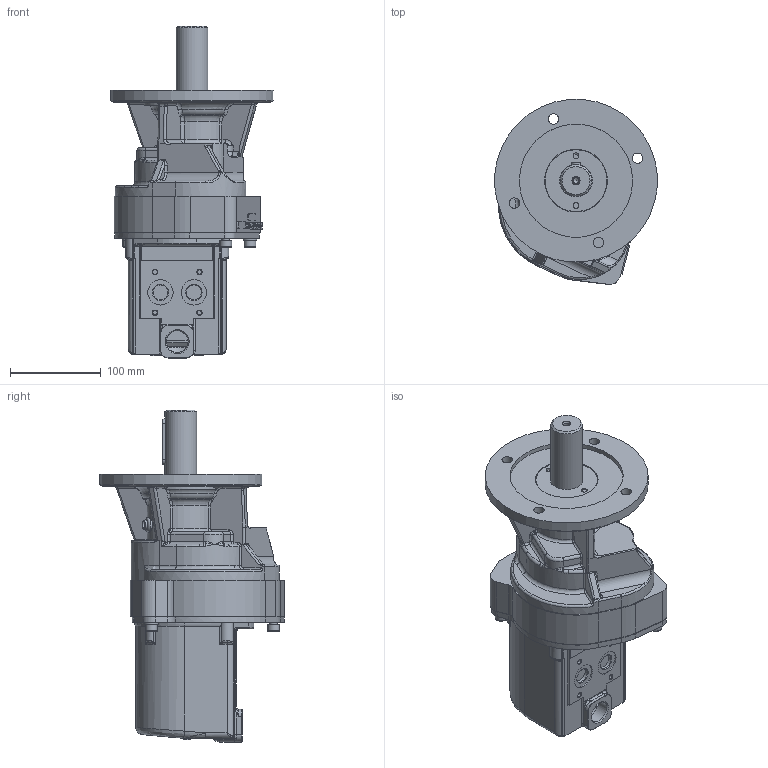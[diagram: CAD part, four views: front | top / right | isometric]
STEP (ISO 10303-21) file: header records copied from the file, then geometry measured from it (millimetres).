
FILE_DESCRIPTION(/* description */ (''),/* implementation_level */ '2;1');
FILE_NAME(/* name */ 'MU 200-125 KRL_60036215.stp',/* time_stamp */ '2020-07-03T10:36:53+02:00',/* author */ ('IBasyouni'),/* organization */ (''),/* preprocessor_version */ 'ST-DEVELOPER v18.1',/* originating_system */ 'Autodesk Inventor 2021',/* authorisation */ '');
FILE_SCHEMA (('AUTOMOTIVE_DESIGN { 1 0 10303 214 3 1 1 }'));
Length unit declared in the file: millimetre
Products named in the file (1): MU 200-125_60036215
Bounding box: 179.31 x 204.06 x 366.7 mm (x, y, z)
Volume: 3755547.7 mm3; surface area: 268170.6 mm2
Topology: 1 solids, 42 shells, 1274 faces, 3201 edges, 2021 vertices
Faces by surface type: plane 479, cylinder 456, bspline 173, torus 87, cone 70, sphere 9
Full cylindrical faces by diameter (mm): 2.08 x16, 2.1 x16, 2.5 x1, 2.8 x2, 4.2 x1, 4.5 x1, 4.917 x4, 5 x2, 5.2 x1, 6.5 x4, 6.647 x1, 7.4 x1, 7.9 x2, 8 x3, 9.5 x9, 10 x1, 11.5 x4, 13 x3, 15.36 x1, 16 x1, 16.376 x2, 16.4 x1, 19 x1, 24.117 x1, 28 x2, 31 x1, 35 x1, 36 x1, 42 x2, 68.376 x1
Entity records: 45656 total; most frequent: CARTESIAN_POINT 14209, ORIENTED_EDGE 6360, DIRECTION 6262, EDGE_CURVE 3180, AXIS2_PLACEMENT_3D 2458, VERTEX_POINT 2021, LINE 1346, VECTOR 1346
